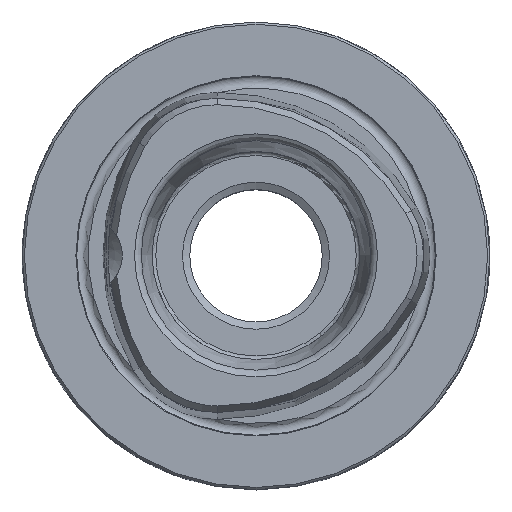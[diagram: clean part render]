
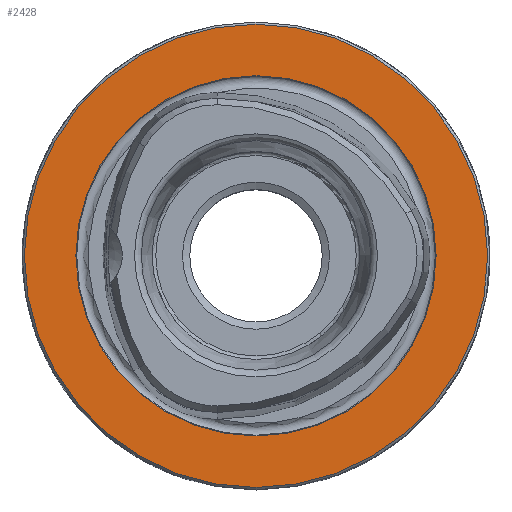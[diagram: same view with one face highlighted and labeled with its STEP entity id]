
A CAD part, top view. The second image highlights one B-rep face of the part: STEP entity #2428.
In plain terms, the highlighted planar face has unit normal (0, 0, 1).
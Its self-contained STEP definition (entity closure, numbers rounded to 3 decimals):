
#594=ORIENTED_EDGE('',*,*,#916,.T.);
#595=ORIENTED_EDGE('',*,*,#915,.F.);
#915=EDGE_CURVE('',#1089,#1089,#1181,.T.);
#916=EDGE_CURVE('',#1090,#1090,#1182,.T.);
#1089=VERTEX_POINT('',#3819);
#1090=VERTEX_POINT('',#3822);
#1181=CIRCLE('',#2624,24.264);
#1182=CIRCLE('',#2626,31.2);
#1288=EDGE_LOOP('',(#594));
#1289=EDGE_LOOP('',(#595));
#1454=FACE_BOUND('',#1288,.T.);
#1455=FACE_BOUND('',#1289,.T.);
#1543=PLANE('',#2625);
#2428=ADVANCED_FACE('',(#1454,#1455),#1543,.T.);
#2624=AXIS2_PLACEMENT_3D('',#3818,#3012,#3013);
#2625=AXIS2_PLACEMENT_3D('',#3820,#3014,#3015);
#2626=AXIS2_PLACEMENT_3D('',#3821,#3016,#3017);
#3012=DIRECTION('',(0.,0.,1.));
#3013=DIRECTION('',(1.,0.,0.));
#3014=DIRECTION('',(0.,0.,1.));
#3015=DIRECTION('',(1.,0.,0.));
#3016=DIRECTION('',(0.,0.,1.));
#3017=DIRECTION('',(1.,0.,0.));
#3818=CARTESIAN_POINT('',(0.,0.,0.));
#3819=CARTESIAN_POINT('',(24.264,0.,0.));
#3820=CARTESIAN_POINT('',(24.2,0.,0.));
#3821=CARTESIAN_POINT('',(0.,0.,0.));
#3822=CARTESIAN_POINT('',(31.2,0.,0.));
